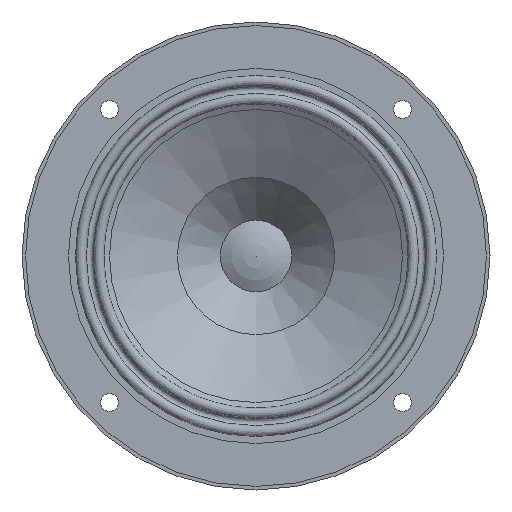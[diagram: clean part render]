
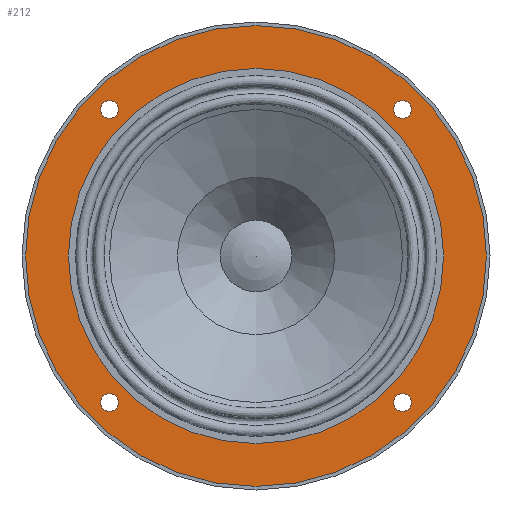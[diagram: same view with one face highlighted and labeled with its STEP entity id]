
A CAD part, front view. The second image highlights one B-rep face of the part: STEP entity #212.
In plain terms, the highlighted planar face has unit normal (0, -1, 0).
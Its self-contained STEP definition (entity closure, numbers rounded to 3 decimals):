
#47 = CYLINDRICAL_SURFACE('',#48,52.5);
#48 = AXIS2_PLACEMENT_3D('',#49,#50,#51);
#49 = CARTESIAN_POINT('',(0.,-2.,0.)
  );
#50 = DIRECTION('',(0.,-1.,0.));
#51 = DIRECTION('',(0.,0.,1.));
#103 = VERTEX_POINT('',#104);
#104 = CARTESIAN_POINT('',(0.,-5.,52.5));
#125 = EDGE_CURVE('',#103,#103,#126,.T.);
#126 = SURFACE_CURVE('',#127,(#132,#139),.PCURVE_S1.);
#127 = CIRCLE('',#128,52.5);
#128 = AXIS2_PLACEMENT_3D('',#129,#130,#131);
#129 = CARTESIAN_POINT('',(0.,-5.,0.)
  );
#130 = DIRECTION('',(0.,1.,0.));
#131 = DIRECTION('',(0.,0.,1.));
#132 = PCURVE('',#47,#133);
#133 = DEFINITIONAL_REPRESENTATION('',(#134),#138);
#134 = LINE('',#135,#136);
#135 = CARTESIAN_POINT('',(0.,3.));
#136 = VECTOR('',#137,1.);
#137 = DIRECTION('',(-1.,0.));
#138 = ( GEOMETRIC_REPRESENTATION_CONTEXT(2) 
PARAMETRIC_REPRESENTATION_CONTEXT() REPRESENTATION_CONTEXT('2D SPACE',''
  ) );
#139 = PCURVE('',#140,#145);
#140 = PLANE('',#141);
#141 = AXIS2_PLACEMENT_3D('',#142,#143,#144);
#142 = CARTESIAN_POINT('',(0.,-5.,0.)
  );
#143 = DIRECTION('',(0.,1.,0.));
#144 = DIRECTION('',(0.,0.,1.));
#145 = DEFINITIONAL_REPRESENTATION('',(#146),#150);
#146 = CIRCLE('',#147,52.5);
#147 = AXIS2_PLACEMENT_2D('',#148,#149);
#148 = CARTESIAN_POINT('',(0.,0.));
#149 = DIRECTION('',(1.,0.));
#150 = ( GEOMETRIC_REPRESENTATION_CONTEXT(2) 
PARAMETRIC_REPRESENTATION_CONTEXT() REPRESENTATION_CONTEXT('2D SPACE',''
  ) );
#212 = ADVANCED_FACE('',(#213,#244,#279,#282,#317,#352),#140,.F.);
#213 = FACE_BOUND('',#214,.T.);
#214 = EDGE_LOOP('',(#215));
#215 = ORIENTED_EDGE('',*,*,#216,.F.);
#216 = EDGE_CURVE('',#217,#217,#219,.T.);
#217 = VERTEX_POINT('',#218);
#218 = CARTESIAN_POINT('',(0.,-5.,64.5));
#219 = SURFACE_CURVE('',#220,(#225,#232),.PCURVE_S1.);
#220 = CIRCLE('',#221,64.5);
#221 = AXIS2_PLACEMENT_3D('',#222,#223,#224);
#222 = CARTESIAN_POINT('',(0.,-5.,0.)
  );
#223 = DIRECTION('',(0.,1.,0.));
#224 = DIRECTION('',(0.,0.,1.));
#225 = PCURVE('',#140,#226);
#226 = DEFINITIONAL_REPRESENTATION('',(#227),#231);
#227 = CIRCLE('',#228,64.5);
#228 = AXIS2_PLACEMENT_2D('',#229,#230);
#229 = CARTESIAN_POINT('',(0.,0.));
#230 = DIRECTION('',(1.,0.));
#231 = ( GEOMETRIC_REPRESENTATION_CONTEXT(2) 
PARAMETRIC_REPRESENTATION_CONTEXT() REPRESENTATION_CONTEXT('2D SPACE',''
  ) );
#232 = PCURVE('',#233,#238);
#233 = CYLINDRICAL_SURFACE('',#234,64.5);
#234 = AXIS2_PLACEMENT_3D('',#235,#236,#237);
#235 = CARTESIAN_POINT('',(0.,-5.,0.)
  );
#236 = DIRECTION('',(0.,1.,0.));
#237 = DIRECTION('',(0.,0.,1.));
#238 = DEFINITIONAL_REPRESENTATION('',(#239),#243);
#239 = LINE('',#240,#241);
#240 = CARTESIAN_POINT('',(0.,0.));
#241 = VECTOR('',#242,1.);
#242 = DIRECTION('',(1.,0.));
#243 = ( GEOMETRIC_REPRESENTATION_CONTEXT(2) 
PARAMETRIC_REPRESENTATION_CONTEXT() REPRESENTATION_CONTEXT('2D SPACE',''
  ) );
#244 = FACE_BOUND('',#245,.T.);
#245 = EDGE_LOOP('',(#246));
#246 = ORIENTED_EDGE('',*,*,#247,.F.);
#247 = EDGE_CURVE('',#248,#248,#250,.T.);
#248 = VERTEX_POINT('',#249);
#249 = CARTESIAN_POINT('',(41.,-5.,38.5));
#250 = SURFACE_CURVE('',#251,(#256,#267),.PCURVE_S1.);
#251 = CIRCLE('',#252,2.5);
#252 = AXIS2_PLACEMENT_3D('',#253,#254,#255);
#253 = CARTESIAN_POINT('',(41.,-5.,41.));
#254 = DIRECTION('',(0.,-1.,0.));
#255 = DIRECTION('',(0.,0.,-1.));
#256 = PCURVE('',#140,#257);
#257 = DEFINITIONAL_REPRESENTATION('',(#258),#266);
#258 = ( BOUNDED_CURVE() B_SPLINE_CURVE(2,(#259,#260,#261,#262,#263,#264
,#265),.UNSPECIFIED.,.F.,.F.) B_SPLINE_CURVE_WITH_KNOTS((1,2,2,2,2,1),(
    -2.094,0.,2.094,4.189,6.283,
8.378),.UNSPECIFIED.) CURVE() GEOMETRIC_REPRESENTATION_ITEM() 
RATIONAL_B_SPLINE_CURVE((1.,0.5,1.,0.5,1.,0.5,1.)) REPRESENTATION_ITEM(
  '') );
#259 = CARTESIAN_POINT('',(38.5,41.));
#260 = CARTESIAN_POINT('',(38.5,45.33));
#261 = CARTESIAN_POINT('',(42.25,43.165));
#262 = CARTESIAN_POINT('',(46.,41.));
#263 = CARTESIAN_POINT('',(42.25,38.835));
#264 = CARTESIAN_POINT('',(38.5,36.67));
#265 = CARTESIAN_POINT('',(38.5,41.));
#266 = ( GEOMETRIC_REPRESENTATION_CONTEXT(2) 
PARAMETRIC_REPRESENTATION_CONTEXT() REPRESENTATION_CONTEXT('2D SPACE',''
  ) );
#267 = PCURVE('',#268,#273);
#268 = CYLINDRICAL_SURFACE('',#269,2.5);
#269 = AXIS2_PLACEMENT_3D('',#270,#271,#272);
#270 = CARTESIAN_POINT('',(41.,-5.,41.));
#271 = DIRECTION('',(0.,-1.,0.));
#272 = DIRECTION('',(0.,0.,-1.));
#273 = DEFINITIONAL_REPRESENTATION('',(#274),#278);
#274 = LINE('',#275,#276);
#275 = CARTESIAN_POINT('',(0.,0.));
#276 = VECTOR('',#277,1.);
#277 = DIRECTION('',(1.,0.));
#278 = ( GEOMETRIC_REPRESENTATION_CONTEXT(2) 
PARAMETRIC_REPRESENTATION_CONTEXT() REPRESENTATION_CONTEXT('2D SPACE',''
  ) );
#279 = FACE_BOUND('',#280,.T.);
#280 = EDGE_LOOP('',(#281));
#281 = ORIENTED_EDGE('',*,*,#125,.T.);
#282 = FACE_BOUND('',#283,.T.);
#283 = EDGE_LOOP('',(#284));
#284 = ORIENTED_EDGE('',*,*,#285,.F.);
#285 = EDGE_CURVE('',#286,#286,#288,.T.);
#286 = VERTEX_POINT('',#287);
#287 = CARTESIAN_POINT('',(-41.,-5.,-43.5));
#288 = SURFACE_CURVE('',#289,(#294,#305),.PCURVE_S1.);
#289 = CIRCLE('',#290,2.5);
#290 = AXIS2_PLACEMENT_3D('',#291,#292,#293);
#291 = CARTESIAN_POINT('',(-41.,-5.,-41.));
#292 = DIRECTION('',(0.,-1.,0.));
#293 = DIRECTION('',(0.,0.,-1.));
#294 = PCURVE('',#140,#295);
#295 = DEFINITIONAL_REPRESENTATION('',(#296),#304);
#296 = ( BOUNDED_CURVE() B_SPLINE_CURVE(2,(#297,#298,#299,#300,#301,#302
,#303),.UNSPECIFIED.,.T.,.F.) B_SPLINE_CURVE_WITH_KNOTS((1,2,2,2,2,1),(
    -2.094,0.,2.094,4.189,6.283,
8.378),.UNSPECIFIED.) CURVE() GEOMETRIC_REPRESENTATION_ITEM() 
RATIONAL_B_SPLINE_CURVE((1.,0.5,1.,0.5,1.,0.5,1.)) REPRESENTATION_ITEM(
  '') );
#297 = CARTESIAN_POINT('',(-43.5,-41.));
#298 = CARTESIAN_POINT('',(-43.5,-36.67));
#299 = CARTESIAN_POINT('',(-39.75,-38.835));
#300 = CARTESIAN_POINT('',(-36.,-41.));
#301 = CARTESIAN_POINT('',(-39.75,-43.165));
#302 = CARTESIAN_POINT('',(-43.5,-45.33));
#303 = CARTESIAN_POINT('',(-43.5,-41.));
#304 = ( GEOMETRIC_REPRESENTATION_CONTEXT(2) 
PARAMETRIC_REPRESENTATION_CONTEXT() REPRESENTATION_CONTEXT('2D SPACE',''
  ) );
#305 = PCURVE('',#306,#311);
#306 = CYLINDRICAL_SURFACE('',#307,2.5);
#307 = AXIS2_PLACEMENT_3D('',#308,#309,#310);
#308 = CARTESIAN_POINT('',(-41.,-5.,-41.));
#309 = DIRECTION('',(0.,-1.,0.));
#310 = DIRECTION('',(0.,0.,-1.));
#311 = DEFINITIONAL_REPRESENTATION('',(#312),#316);
#312 = LINE('',#313,#314);
#313 = CARTESIAN_POINT('',(0.,0.));
#314 = VECTOR('',#315,1.);
#315 = DIRECTION('',(1.,0.));
#316 = ( GEOMETRIC_REPRESENTATION_CONTEXT(2) 
PARAMETRIC_REPRESENTATION_CONTEXT() REPRESENTATION_CONTEXT('2D SPACE',''
  ) );
#317 = FACE_BOUND('',#318,.T.);
#318 = EDGE_LOOP('',(#319));
#319 = ORIENTED_EDGE('',*,*,#320,.F.);
#320 = EDGE_CURVE('',#321,#321,#323,.T.);
#321 = VERTEX_POINT('',#322);
#322 = CARTESIAN_POINT('',(41.,-5.,-43.5));
#323 = SURFACE_CURVE('',#324,(#329,#340),.PCURVE_S1.);
#324 = CIRCLE('',#325,2.5);
#325 = AXIS2_PLACEMENT_3D('',#326,#327,#328);
#326 = CARTESIAN_POINT('',(41.,-5.,-41.));
#327 = DIRECTION('',(0.,-1.,0.));
#328 = DIRECTION('',(0.,0.,-1.));
#329 = PCURVE('',#140,#330);
#330 = DEFINITIONAL_REPRESENTATION('',(#331),#339);
#331 = ( BOUNDED_CURVE() B_SPLINE_CURVE(2,(#332,#333,#334,#335,#336,#337
,#338),.UNSPECIFIED.,.T.,.F.) B_SPLINE_CURVE_WITH_KNOTS((1,2,2,2,2,1),(
    -2.094,0.,2.094,4.189,6.283,
8.378),.UNSPECIFIED.) CURVE() GEOMETRIC_REPRESENTATION_ITEM() 
RATIONAL_B_SPLINE_CURVE((1.,0.5,1.,0.5,1.,0.5,1.)) REPRESENTATION_ITEM(
  '') );
#332 = CARTESIAN_POINT('',(-43.5,41.));
#333 = CARTESIAN_POINT('',(-43.5,45.33));
#334 = CARTESIAN_POINT('',(-39.75,43.165));
#335 = CARTESIAN_POINT('',(-36.,41.));
#336 = CARTESIAN_POINT('',(-39.75,38.835));
#337 = CARTESIAN_POINT('',(-43.5,36.67));
#338 = CARTESIAN_POINT('',(-43.5,41.));
#339 = ( GEOMETRIC_REPRESENTATION_CONTEXT(2) 
PARAMETRIC_REPRESENTATION_CONTEXT() REPRESENTATION_CONTEXT('2D SPACE',''
  ) );
#340 = PCURVE('',#341,#346);
#341 = CYLINDRICAL_SURFACE('',#342,2.5);
#342 = AXIS2_PLACEMENT_3D('',#343,#344,#345);
#343 = CARTESIAN_POINT('',(41.,-5.,-41.));
#344 = DIRECTION('',(0.,-1.,0.));
#345 = DIRECTION('',(0.,0.,-1.));
#346 = DEFINITIONAL_REPRESENTATION('',(#347),#351);
#347 = LINE('',#348,#349);
#348 = CARTESIAN_POINT('',(0.,0.));
#349 = VECTOR('',#350,1.);
#350 = DIRECTION('',(1.,0.));
#351 = ( GEOMETRIC_REPRESENTATION_CONTEXT(2) 
PARAMETRIC_REPRESENTATION_CONTEXT() REPRESENTATION_CONTEXT('2D SPACE',''
  ) );
#352 = FACE_BOUND('',#353,.T.);
#353 = EDGE_LOOP('',(#354));
#354 = ORIENTED_EDGE('',*,*,#355,.F.);
#355 = EDGE_CURVE('',#356,#356,#358,.T.);
#356 = VERTEX_POINT('',#357);
#357 = CARTESIAN_POINT('',(-41.,-5.,38.5));
#358 = SURFACE_CURVE('',#359,(#364,#375),.PCURVE_S1.);
#359 = CIRCLE('',#360,2.5);
#360 = AXIS2_PLACEMENT_3D('',#361,#362,#363);
#361 = CARTESIAN_POINT('',(-41.,-5.,41.));
#362 = DIRECTION('',(0.,-1.,0.));
#363 = DIRECTION('',(0.,0.,-1.));
#364 = PCURVE('',#140,#365);
#365 = DEFINITIONAL_REPRESENTATION('',(#366),#374);
#366 = ( BOUNDED_CURVE() B_SPLINE_CURVE(2,(#367,#368,#369,#370,#371,#372
,#373),.UNSPECIFIED.,.F.,.F.) B_SPLINE_CURVE_WITH_KNOTS((1,2,2,2,2,1),(
    -2.094,0.,2.094,4.189,6.283,
8.378),.UNSPECIFIED.) CURVE() GEOMETRIC_REPRESENTATION_ITEM() 
RATIONAL_B_SPLINE_CURVE((1.,0.5,1.,0.5,1.,0.5,1.)) REPRESENTATION_ITEM(
  '') );
#367 = CARTESIAN_POINT('',(38.5,-41.));
#368 = CARTESIAN_POINT('',(38.5,-36.67));
#369 = CARTESIAN_POINT('',(42.25,-38.835));
#370 = CARTESIAN_POINT('',(46.,-41.));
#371 = CARTESIAN_POINT('',(42.25,-43.165));
#372 = CARTESIAN_POINT('',(38.5,-45.33));
#373 = CARTESIAN_POINT('',(38.5,-41.));
#374 = ( GEOMETRIC_REPRESENTATION_CONTEXT(2) 
PARAMETRIC_REPRESENTATION_CONTEXT() REPRESENTATION_CONTEXT('2D SPACE',''
  ) );
#375 = PCURVE('',#376,#381);
#376 = CYLINDRICAL_SURFACE('',#377,2.5);
#377 = AXIS2_PLACEMENT_3D('',#378,#379,#380);
#378 = CARTESIAN_POINT('',(-41.,-5.,41.));
#379 = DIRECTION('',(0.,-1.,0.));
#380 = DIRECTION('',(0.,0.,-1.));
#381 = DEFINITIONAL_REPRESENTATION('',(#382),#386);
#382 = LINE('',#383,#384);
#383 = CARTESIAN_POINT('',(0.,0.));
#384 = VECTOR('',#385,1.);
#385 = DIRECTION('',(1.,0.));
#386 = ( GEOMETRIC_REPRESENTATION_CONTEXT(2) 
PARAMETRIC_REPRESENTATION_CONTEXT() REPRESENTATION_CONTEXT('2D SPACE',''
  ) );
